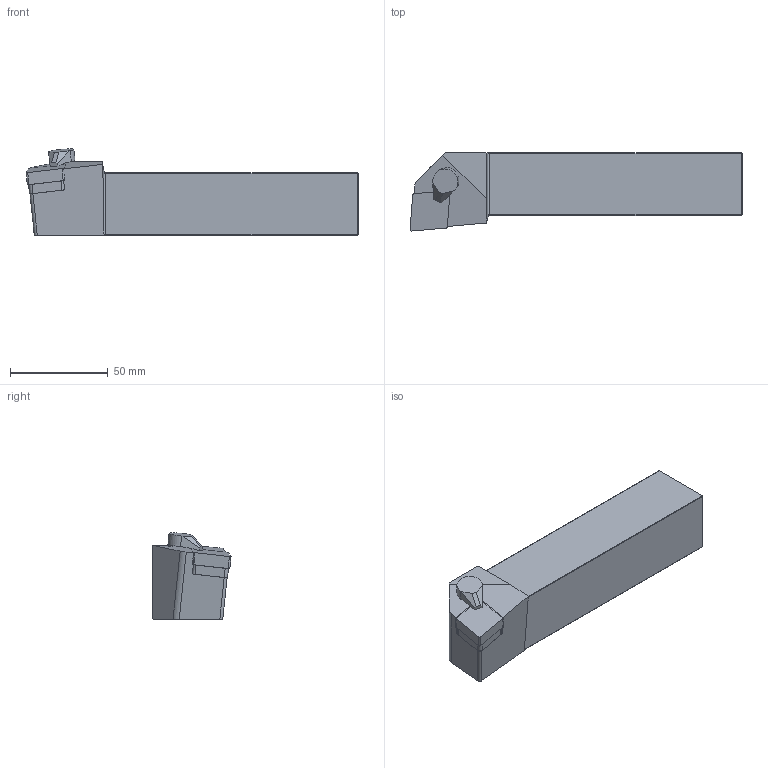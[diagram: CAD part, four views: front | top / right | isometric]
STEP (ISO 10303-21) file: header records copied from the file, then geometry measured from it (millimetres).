
FILE_DESCRIPTION(/* description */ (''),/* implementation_level */ '2;1');
FILE_NAME(/* name */ 'PCLNR-3232-P19C.stp',/* time_stamp */ '2023-09-29T09:06:10+03:00',/* author */ (''),/* organization */ (''),/* preprocessor_version */ 'ST-DEVELOPER v19.4',/* originating_system */ 'SIEMENS PLM Software NX2306.3001',/* authorisation */ '');
FILE_SCHEMA (('AUTOMOTIVE_DESIGN { 1 0 10303 214 3 1 1 1 }'));
Length unit declared in the file: millimetre
Products named in the file (1): PCLNR-3232-P19C
Bounding box: 170 x 40 x 44.19 mm (x, y, z)
Volume: 177633.6 mm3; surface area: 25609.7 mm2
Topology: 2 solids, 2 shells, 69 faces, 171 edges, 107 vertices
Faces by surface type: plane 50, cylinder 14, cone 3, bspline 1, torus 1
Entity records: 2076 total; most frequent: CARTESIAN_POINT 403, ORIENTED_EDGE 342, DIRECTION 336, EDGE_CURVE 171, LINE 126, VECTOR 126, VERTEX_POINT 107, AXIS2_PLACEMENT_3D 105
